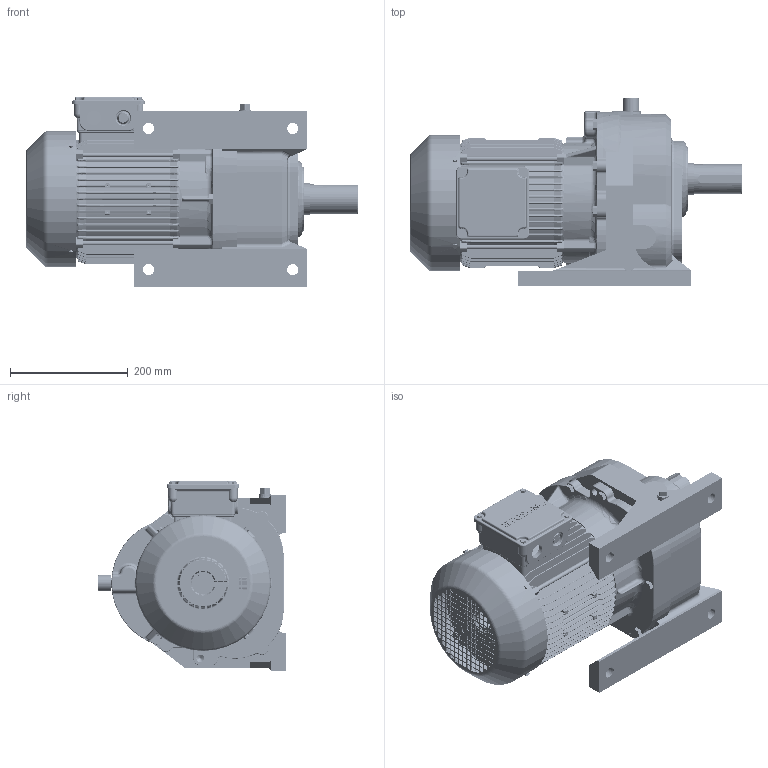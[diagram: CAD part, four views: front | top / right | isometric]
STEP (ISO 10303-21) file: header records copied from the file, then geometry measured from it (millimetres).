
FILE_DESCRIPTION (( 'STEP AP214' ), '1' );
FILE_NAME ('EK2DO100755H0001_F1HA18_3.7KW_R25~30_CUSTOMER.stp', '2024-03-15T05:31:23', ( '' ), ( '' ), 'SwSTEP 2.0', 'SolidWorks 2022', '' );
FILE_SCHEMA (( 'AUTOMOTIVE_DESIGN' ));
Length unit declared in the file: millimetre
Products named in the file (1): EK2DO100755H0001_F1HA18_3.7KW_R25~30_CUSTOMER
Bounding box: 564.5 x 318 x 324 mm (x, y, z)
Volume: 12739097.3 mm3; surface area: 1502017.6 mm2
Topology: 33 solids, 34 shells, 8612 faces, 21781 edges, 13203 vertices
Faces by surface type: cylinder 2954, bspline 2405, plane 2032, torus 644, cone 371, sphere 206
Entity records: 334579 total; most frequent: CARTESIAN_POINT 141069, ORIENTED_EDGE 43138, DIRECTION 36593, EDGE_CURVE 21569, AXIS2_PLACEMENT_3D 13927, VERTEX_POINT 13171, EDGE_LOOP 9224, VECTOR 8739
